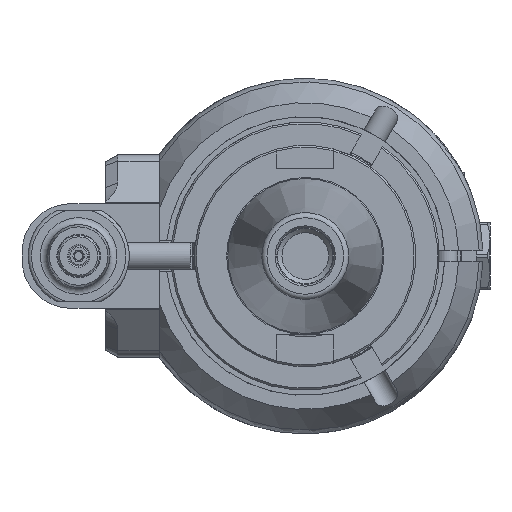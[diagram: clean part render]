
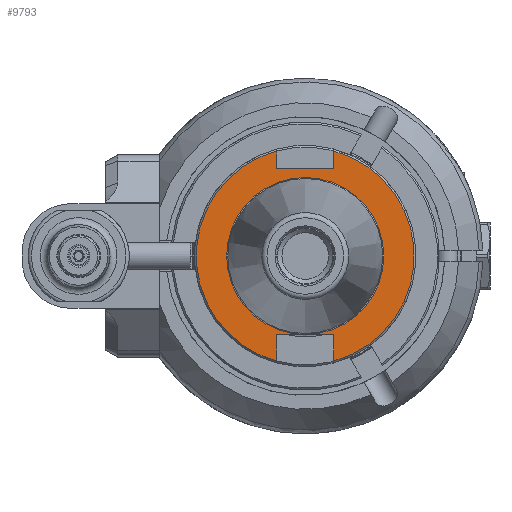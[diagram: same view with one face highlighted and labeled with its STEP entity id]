
A CAD part, left-side view. The second image highlights one B-rep face of the part: STEP entity #9793.
In plain terms, the highlighted planar face has unit normal (-1, 0, 0).
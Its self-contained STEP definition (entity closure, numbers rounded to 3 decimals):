
#452=FACE_BOUND('',#3274,.T.);
#1198=LINE('',#47228,#1823);
#1203=LINE('',#47260,#1828);
#1210=LINE('',#47324,#1835);
#1213=LINE('',#47359,#1838);
#1214=LINE('',#47363,#1839);
#1215=LINE('',#47364,#1840);
#1823=VECTOR('',#13671,16.383);
#1828=VECTOR('',#13678,7.551);
#1835=VECTOR('',#13697,5.138);
#1838=VECTOR('',#13718,7.551);
#1839=VECTOR('',#13721,5.138);
#1840=VECTOR('',#13722,16.383);
#2578=FACE_OUTER_BOUND('',#3273,.T.);
#3273=EDGE_LOOP('',(#8844,#8845,#8846,#8847,#8848,#8849,#8850,#8851));
#3274=EDGE_LOOP('',(#8852));
#3798=CIRCLE('',#10935,31.25);
#3799=CIRCLE('',#10937,31.25);
#3800=CIRCLE('',#10938,22.525);
#4704=VERTEX_POINT('',#47225);
#4705=VERTEX_POINT('',#47227);
#4711=VERTEX_POINT('',#47259);
#4721=VERTEX_POINT('',#47312);
#4722=VERTEX_POINT('',#47323);
#4725=VERTEX_POINT('',#47358);
#4726=VERTEX_POINT('',#47360);
#4727=VERTEX_POINT('',#47362);
#4728=VERTEX_POINT('',#47365);
#6082=EDGE_CURVE('',#4704,#4705,#1198,.T.);
#6089=EDGE_CURVE('',#4705,#4711,#1203,.T.);
#6103=EDGE_CURVE('',#4721,#4722,#1210,.T.);
#6111=EDGE_CURVE('',#4721,#4711,#3798,.T.);
#6112=EDGE_CURVE('',#4725,#4704,#1213,.T.);
#6113=EDGE_CURVE('',#4725,#4726,#3799,.T.);
#6114=EDGE_CURVE('',#4727,#4726,#1214,.T.);
#6115=EDGE_CURVE('',#4722,#4727,#1215,.T.);
#6116=EDGE_CURVE('',#4728,#4728,#3800,.T.);
#8844=ORIENTED_EDGE('',*,*,#6111,.T.);
#8845=ORIENTED_EDGE('',*,*,#6089,.F.);
#8846=ORIENTED_EDGE('',*,*,#6082,.F.);
#8847=ORIENTED_EDGE('',*,*,#6112,.F.);
#8848=ORIENTED_EDGE('',*,*,#6113,.T.);
#8849=ORIENTED_EDGE('',*,*,#6114,.F.);
#8850=ORIENTED_EDGE('',*,*,#6115,.F.);
#8851=ORIENTED_EDGE('',*,*,#6103,.F.);
#8852=ORIENTED_EDGE('',*,*,#6116,.T.);
#9225=PLANE('',#10936);
#9793=ADVANCED_FACE('',(#2578,#452),#9225,.T.);
#10935=AXIS2_PLACEMENT_3D('',#47356,#13714,#13715);
#10936=AXIS2_PLACEMENT_3D('',#47357,#13716,#13717);
#10937=AXIS2_PLACEMENT_3D('',#47361,#13719,#13720);
#10938=AXIS2_PLACEMENT_3D('',#47366,#13723,#13724);
#13671=DIRECTION('',(0.,1.,0.));
#13678=DIRECTION('',(0.,0.,-1.));
#13697=DIRECTION('',(0.,0.,-1.));
#13714=DIRECTION('center_axis',(-1.,0.,0.));
#13715=DIRECTION('ref_axis',(0.,0.262,0.965));
#13716=DIRECTION('center_axis',(-1.,0.,0.));
#13717=DIRECTION('ref_axis',(0.,0.,-1.));
#13718=DIRECTION('',(0.,0.,1.));
#13719=DIRECTION('center_axis',(-1.,0.,0.));
#13720=DIRECTION('ref_axis',(0.,-0.262,-0.965));
#13721=DIRECTION('',(0.,0.,1.));
#13722=DIRECTION('',(0.,-1.,0.));
#13723=DIRECTION('center_axis',(1.,0.,0.));
#13724=DIRECTION('ref_axis',(0.,0.,1.));
#47225=CARTESIAN_POINT('',(-82.825,-8.192,-22.606));
#47227=CARTESIAN_POINT('',(-82.825,8.192,-22.606));
#47228=CARTESIAN_POINT('',(-82.825,-8.192,-22.606));
#47259=CARTESIAN_POINT('',(-82.825,8.192,-30.157));
#47260=CARTESIAN_POINT('',(-82.825,8.192,-22.606));
#47312=CARTESIAN_POINT('',(-82.825,8.192,30.157));
#47323=CARTESIAN_POINT('',(-82.825,8.192,25.019));
#47324=CARTESIAN_POINT('',(-82.825,8.192,30.157));
#47356=CARTESIAN_POINT('Origin',(-82.825,0.,0.));
#47357=CARTESIAN_POINT('Origin',(-82.825,0.,-22.468));
#47358=CARTESIAN_POINT('',(-82.825,-8.192,-30.157));
#47359=CARTESIAN_POINT('',(-82.825,-8.192,-30.157));
#47360=CARTESIAN_POINT('',(-82.825,-8.192,30.157));
#47361=CARTESIAN_POINT('Origin',(-82.825,0.,0.));
#47362=CARTESIAN_POINT('',(-82.825,-8.192,25.019));
#47363=CARTESIAN_POINT('',(-82.825,-8.192,25.019));
#47364=CARTESIAN_POINT('',(-82.825,8.192,25.019));
#47365=CARTESIAN_POINT('',(-82.825,0.,-22.525));
#47366=CARTESIAN_POINT('Origin',(-82.825,0.,0.));
